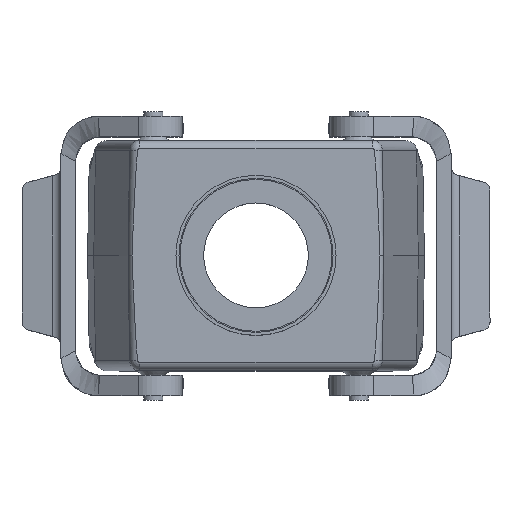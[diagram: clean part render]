
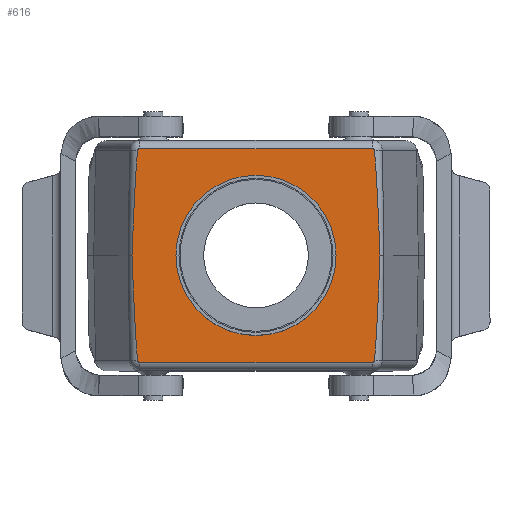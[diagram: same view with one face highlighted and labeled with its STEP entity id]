
A CAD part, top view. The second image highlights one B-rep face of the part: STEP entity #616.
In plain terms, the highlighted planar face has unit normal (0, 0, 1).
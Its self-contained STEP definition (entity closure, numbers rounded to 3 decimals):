
#395=CARTESIAN_POINT('',(0.0,-19.5,67.75));
#396=VERTEX_POINT('',#395);
#397=CARTESIAN_POINT('',(0.0,0.,67.75));
#398=DIRECTION('',(0.0,0.0,1.0));
#399=DIRECTION('',(0.0,-1.0,0.0));
#400=AXIS2_PLACEMENT_3D('',#397,#398,#399);
#401=CIRCLE('',#400,19.5);
#402=EDGE_CURVE('',#396,#396,#401,.T.);
#518=CARTESIAN_POINT('',(0.0,0.0,67.75));
#519=DIRECTION('',(0.0,0.0,-1.0));
#520=DIRECTION('',(-1.0,0.0,0.0));
#521=AXIS2_PLACEMENT_3D('',#518,#519,#520);
#522=PLANE('',#521);
#523=CARTESIAN_POINT('',(28.842,25.55,67.75));
#524=VERTEX_POINT('',#523);
#525=CARTESIAN_POINT('',(28.325,26.019,67.75));
#526=VERTEX_POINT('',#525);
#527=CARTESIAN_POINT('',(28.325,25.5,67.75));
#528=DIRECTION('',(0.0,0.0,1.0));
#529=DIRECTION('',(-1.0,0.0,0.0));
#530=AXIS2_PLACEMENT_3D('',#527,#528,#529);
#531=CIRCLE('',#530,0.519);
#532=EDGE_CURVE('',#524,#526,#531,.T.);
#533=ORIENTED_EDGE('',*,*,#532,.T.);
#534=CARTESIAN_POINT('',(-28.325,26.019,67.75));
#535=VERTEX_POINT('',#534);
#536=CARTESIAN_POINT('',(28.325,26.019,67.75));
#537=DIRECTION('',(-1.0,0.0,0.0));
#538=VECTOR('',#537,56.65);
#539=LINE('',#536,#538);
#540=EDGE_CURVE('',#526,#535,#539,.T.);
#541=ORIENTED_EDGE('',*,*,#540,.T.);
#542=CARTESIAN_POINT('',(-28.842,25.55,67.75));
#543=VERTEX_POINT('',#542);
#544=CARTESIAN_POINT('',(-28.325,25.5,67.75));
#545=DIRECTION('',(0.0,0.0,1.0));
#546=DIRECTION('',(-1.0,0.0,0.0));
#547=AXIS2_PLACEMENT_3D('',#544,#545,#546);
#548=CIRCLE('',#547,0.519);
#549=EDGE_CURVE('',#535,#543,#548,.T.);
#550=ORIENTED_EDGE('',*,*,#549,.T.);
#551=CARTESIAN_POINT('',(-30.192,0.,67.75));
#552=VERTEX_POINT('',#551);
#553=CARTESIAN_POINT('',(-30.341,-114.602,67.75));
#554=DIRECTION('',(0.0,0.0,1.0));
#555=DIRECTION('',(0.014,1.,0.0));
#556=AXIS2_PLACEMENT_3D('',#553,#554,#555);
#557=ELLIPSE('',#556,143.262,2.5);
#558=EDGE_CURVE('',#543,#552,#557,.T.);
#559=ORIENTED_EDGE('',*,*,#558,.T.);
#560=CARTESIAN_POINT('',(-28.842,-25.55,67.75));
#561=VERTEX_POINT('',#560);
#562=CARTESIAN_POINT('',(-30.341,114.602,67.75));
#563=DIRECTION('',(0.0,0.0,1.0));
#564=DIRECTION('',(-0.014,1.,0.0));
#565=AXIS2_PLACEMENT_3D('',#562,#563,#564);
#566=ELLIPSE('',#565,143.262,2.5);
#567=EDGE_CURVE('',#552,#561,#566,.T.);
#568=ORIENTED_EDGE('',*,*,#567,.T.);
#569=CARTESIAN_POINT('',(-28.325,-26.019,67.75));
#570=VERTEX_POINT('',#569);
#571=CARTESIAN_POINT('',(-28.325,-25.5,67.75));
#572=DIRECTION('',(0.0,0.0,1.0));
#573=DIRECTION('',(-1.0,0.0,0.0));
#574=AXIS2_PLACEMENT_3D('',#571,#572,#573);
#575=CIRCLE('',#574,0.519);
#576=EDGE_CURVE('',#561,#570,#575,.T.);
#577=ORIENTED_EDGE('',*,*,#576,.T.);
#578=CARTESIAN_POINT('',(28.325,-26.019,67.75));
#579=VERTEX_POINT('',#578);
#580=CARTESIAN_POINT('',(-28.325,-26.019,67.75));
#581=DIRECTION('',(1.0,0.0,0.0));
#582=VECTOR('',#581,56.65);
#583=LINE('',#580,#582);
#584=EDGE_CURVE('',#570,#579,#583,.T.);
#585=ORIENTED_EDGE('',*,*,#584,.T.);
#586=CARTESIAN_POINT('',(28.842,-25.55,67.75));
#587=VERTEX_POINT('',#586);
#588=CARTESIAN_POINT('',(28.325,-25.5,67.75));
#589=DIRECTION('',(0.0,0.0,1.0));
#590=DIRECTION('',(-1.0,0.0,0.0));
#591=AXIS2_PLACEMENT_3D('',#588,#589,#590);
#592=CIRCLE('',#591,0.519);
#593=EDGE_CURVE('',#579,#587,#592,.T.);
#594=ORIENTED_EDGE('',*,*,#593,.T.);
#595=CARTESIAN_POINT('',(30.192,0.,67.75));
#596=VERTEX_POINT('',#595);
#597=CARTESIAN_POINT('',(30.341,114.602,67.75));
#598=DIRECTION('',(0.0,0.0,1.0));
#599=DIRECTION('',(0.014,1.,0.0));
#600=AXIS2_PLACEMENT_3D('',#597,#598,#599);
#601=ELLIPSE('',#600,143.262,2.5);
#602=EDGE_CURVE('',#587,#596,#601,.T.);
#603=ORIENTED_EDGE('',*,*,#602,.T.);
#604=CARTESIAN_POINT('',(30.341,-114.602,67.75));
#605=DIRECTION('',(0.0,0.0,1.0));
#606=DIRECTION('',(-0.014,1.,0.0));
#607=AXIS2_PLACEMENT_3D('',#604,#605,#606);
#608=ELLIPSE('',#607,143.262,2.5);
#609=EDGE_CURVE('',#596,#524,#608,.T.);
#610=ORIENTED_EDGE('',*,*,#609,.T.);
#611=EDGE_LOOP('',(#533,#541,#550,#559,#568,#577,#585,#594,#603,#610));
#612=FACE_OUTER_BOUND('',#611,.T.);
#613=ORIENTED_EDGE('',*,*,#402,.F.);
#614=EDGE_LOOP('',(#613));
#615=FACE_BOUND('',#614,.T.);
#616=ADVANCED_FACE('',(#612,#615),#522,.F.);
